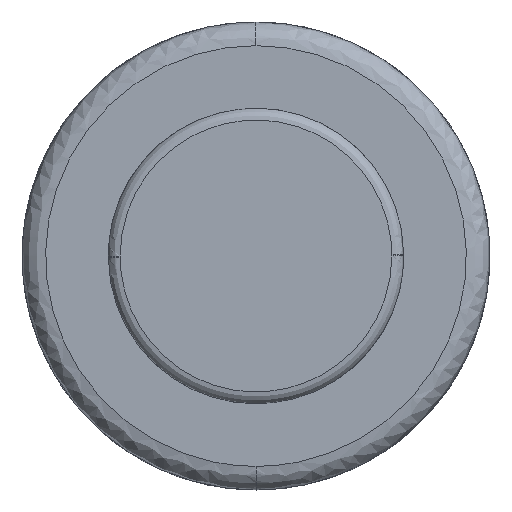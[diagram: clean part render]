
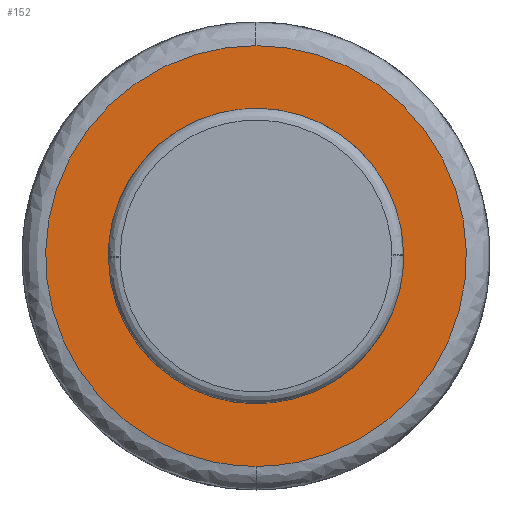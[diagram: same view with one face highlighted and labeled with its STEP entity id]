
A CAD part, front view. The second image highlights one B-rep face of the part: STEP entity #152.
In plain terms, the highlighted face is planar.
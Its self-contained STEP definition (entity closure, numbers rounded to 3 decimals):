
#152=ADVANCED_FACE('',(#273,#229),#1668,.T.);
#229=FACE_BOUND('',#376,.T.);
#273=FACE_OUTER_BOUND('',#375,.T.);
#375=EDGE_LOOP('',(#574,#575));
#376=EDGE_LOOP('',(#576,#577));
#574=ORIENTED_EDGE('',*,*,#999,.F.);
#575=ORIENTED_EDGE('',*,*,#1001,.T.);
#576=ORIENTED_EDGE('',*,*,#1007,.T.);
#577=ORIENTED_EDGE('',*,*,#1002,.T.);
#999=EDGE_CURVE('',#1461,#1462,#1305,.T.);
#1001=EDGE_CURVE('',#1461,#1462,#1307,.T.);
#1002=EDGE_CURVE('',#1463,#1464,#1308,.T.);
#1007=EDGE_CURVE('',#1464,#1463,#1311,.T.);
#1305=(
BOUNDED_CURVE()
B_SPLINE_CURVE(2,(#3385,#3386,#3387,#3388,#3389),.UNSPECIFIED.,.F.,.F.)
B_SPLINE_CURVE_WITH_KNOTS((3,2,3),(-55.92,-27.96,
0.),.UNSPECIFIED.)
CURVE()
GEOMETRIC_REPRESENTATION_ITEM()
RATIONAL_B_SPLINE_CURVE((1.,0.707,1.,0.707,1.))
REPRESENTATION_ITEM('')
);
#1307=(
BOUNDED_CURVE()
B_SPLINE_CURVE(2,(#3393,#3394,#3395,#3396,#3397),.UNSPECIFIED.,.F.,.F.)
B_SPLINE_CURVE_WITH_KNOTS((3,2,3),(0.,27.96,55.92),
 .UNSPECIFIED.)
CURVE()
GEOMETRIC_REPRESENTATION_ITEM()
RATIONAL_B_SPLINE_CURVE((1.,0.707,1.,0.707,1.))
REPRESENTATION_ITEM('')
);
#1308=(
BOUNDED_CURVE()
B_SPLINE_CURVE(2,(#3398,#3399,#3400,#3401,#3402),.UNSPECIFIED.,.F.,.F.)
B_SPLINE_CURVE_WITH_KNOTS((3,2,3),(0.,11.153,22.305),
 .UNSPECIFIED.)
CURVE()
GEOMETRIC_REPRESENTATION_ITEM()
RATIONAL_B_SPLINE_CURVE((1.,0.707,1.,0.707,1.))
REPRESENTATION_ITEM('')
);
#1311=(
BOUNDED_CURVE()
B_SPLINE_CURVE(2,(#3417,#3418,#3419,#3420,#3421),.UNSPECIFIED.,.F.,.F.)
B_SPLINE_CURVE_WITH_KNOTS((3,2,3),(0.,11.153,22.305),
 .UNSPECIFIED.)
CURVE()
GEOMETRIC_REPRESENTATION_ITEM()
RATIONAL_B_SPLINE_CURVE((1.,0.707,1.,0.707,1.))
REPRESENTATION_ITEM('')
);
#1461=VERTEX_POINT('',#3348);
#1462=VERTEX_POINT('',#3349);
#1463=VERTEX_POINT('',#3350);
#1464=VERTEX_POINT('',#3351);
#1668=PLANE('',#1888);
#1888=AXIS2_PLACEMENT_3D('',#3093,#1986,$);
#1986=DIRECTION('',(1.,0.,0.));
#3093=CARTESIAN_POINT('',(7.,-21.428,-21.428));
#3348=CARTESIAN_POINT('',(7.,17.8,0.));
#3349=CARTESIAN_POINT('',(7.,-17.8,0.));
#3350=CARTESIAN_POINT('',(7.,-7.1,0.));
#3351=CARTESIAN_POINT('',(7.,7.1,0.));
#3385=CARTESIAN_POINT('',(7.,17.8,0.));
#3386=CARTESIAN_POINT('',(7.,17.8,-17.8));
#3387=CARTESIAN_POINT('',(7.,0.,-17.8));
#3388=CARTESIAN_POINT('',(7.,-17.8,-17.8));
#3389=CARTESIAN_POINT('',(7.,-17.8,0.));
#3393=CARTESIAN_POINT('',(7.,17.8,0.));
#3394=CARTESIAN_POINT('',(7.,17.8,17.8));
#3395=CARTESIAN_POINT('',(7.,0.,17.8));
#3396=CARTESIAN_POINT('',(7.,-17.8,17.8));
#3397=CARTESIAN_POINT('',(7.,-17.8,0.));
#3398=CARTESIAN_POINT('',(7.,-7.1,0.));
#3399=CARTESIAN_POINT('',(7.,-7.1,7.1));
#3400=CARTESIAN_POINT('',(7.,0.,7.1));
#3401=CARTESIAN_POINT('',(7.,7.1,7.1));
#3402=CARTESIAN_POINT('',(7.,7.1,0.));
#3417=CARTESIAN_POINT('',(7.,7.1,0.));
#3418=CARTESIAN_POINT('',(7.,7.1,-7.1));
#3419=CARTESIAN_POINT('',(7.,0.,-7.1));
#3420=CARTESIAN_POINT('',(7.,-7.1,-7.1));
#3421=CARTESIAN_POINT('',(7.,-7.1,0.));
